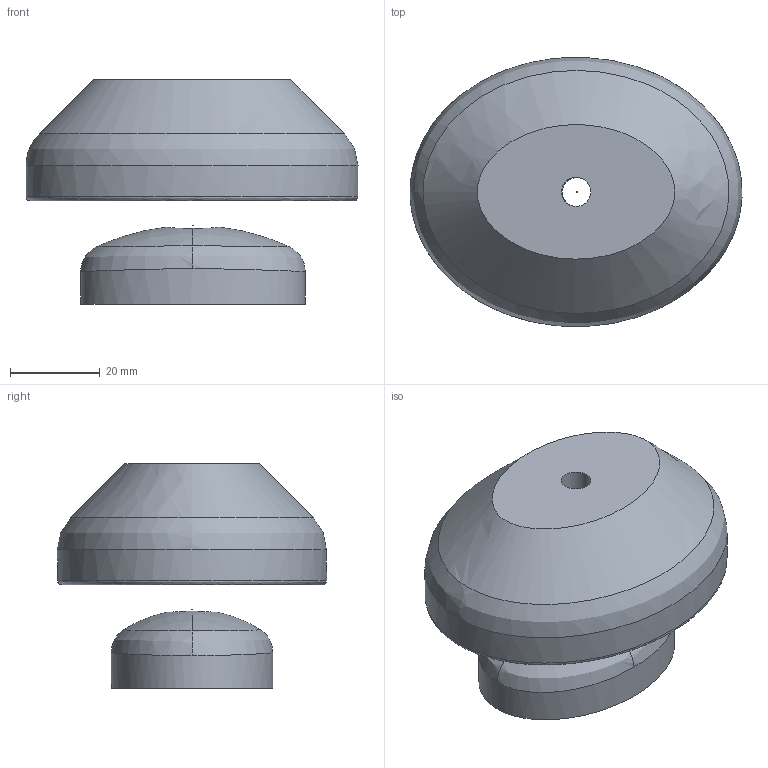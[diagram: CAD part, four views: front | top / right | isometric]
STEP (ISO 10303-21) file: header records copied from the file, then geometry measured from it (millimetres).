
FILE_DESCRIPTION(/* description */ ('Unknown'),/* implementation_level */ '2;1');
FILE_NAME(/* name */ 'Punch 50x36',/* time_stamp */ '2021-09-28T14:51:58+02:00',/* author */ ('Unknown'),/* organization */ ('Unknown'),/* preprocessor_version */ 'ST-DEVELOPER v16.7',/* originating_system */ 'Solid Edge',/* authorisation */ 'Unknown');
FILE_SCHEMA (('AUTOMOTIVE_DESIGN {1 0 10303 214 3 1 1}'));
Length unit declared in the file: millimetre
Products named in the file (3): blokkekti; Kopp v3; Kule v3
Assembly tree (2 placements, depth 2):
  blokkekti
    Kopp v3
    Kule v3
Bounding box: 73.97 x 59.97 x 50 mm (x, y, z)
Volume: 60991.5 mm3; surface area: 16872.1 mm2
Topology: 3 solids, 3 shells, 35 faces, 73 edges, 48 vertices
Faces by surface type: bspline 20, plane 9, cylinder 6
Full cylindrical faces by diameter (mm): 6.5 x2, 7.5 x2, 11.5 x2
Entity records: 3536 total; most frequent: CARTESIAN_POINT 2900, ORIENTED_EDGE 110, DIRECTION 74, EDGE_LOOP 57, FACE_BOUND 57, EDGE_CURVE 55, VERTEX_POINT 44, AXIS2_PLACEMENT_3D 37
